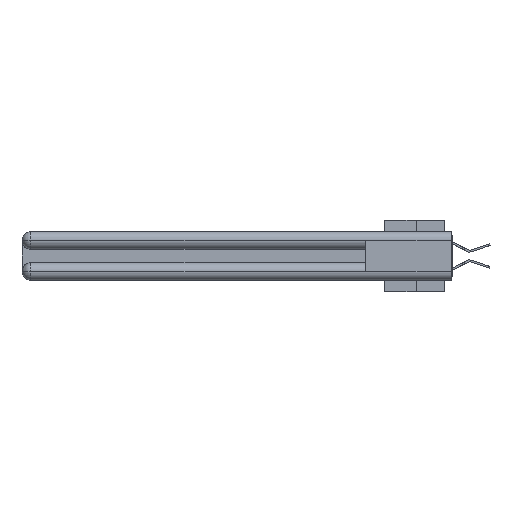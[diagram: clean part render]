
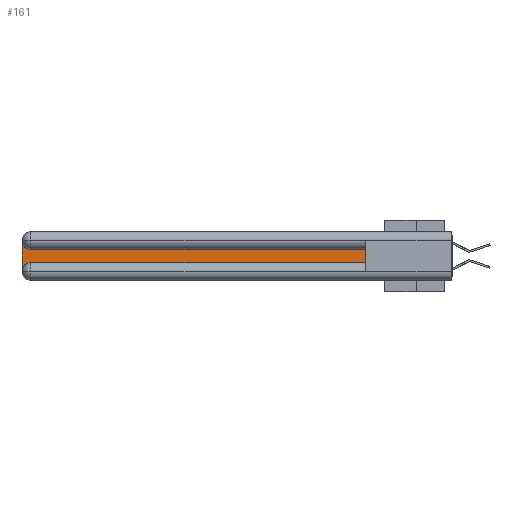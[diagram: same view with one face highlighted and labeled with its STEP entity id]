
A CAD part, left-side view. The second image highlights one B-rep face of the part: STEP entity #161.
In plain terms, the highlighted planar face has unit normal (-1, 0, 0).
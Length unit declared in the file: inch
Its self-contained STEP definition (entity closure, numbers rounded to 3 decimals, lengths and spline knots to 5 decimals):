
#119 = ORIENTED_EDGE ( 'NONE', *, *, #3001, .T. ) ;
#161 = ADVANCED_FACE ( 'NONE', ( #1138 ), #31289, .F. ) ;
#632 = VERTEX_POINT ( 'NONE', #11457 ) ;
#1108 = CARTESIAN_POINT ( 'NONE',  ( 0.075, 3., -0.1225 ) ) ;
#1138 = FACE_OUTER_BOUND ( 'NONE', #26232, .T. ) ;
#1212 = ORIENTED_EDGE ( 'NONE', *, *, #7571, .T. ) ;
#1350 = DIRECTION ( 'NONE',  ( 1., 0., 0. ) ) ;
#1594 = CARTESIAN_POINT ( 'NONE',  ( 0.075, 2.94, -0.2775 ) ) ;
#1942 = ORIENTED_EDGE ( 'NONE', *, *, #32825, .T. ) ;
#3001 = EDGE_CURVE ( 'NONE', #632, #21962, #7722, .T. ) ;
#3445 = DIRECTION ( 'NONE',  ( 1., 0., 0. ) ) ;
#3985 = DIRECTION ( 'NONE',  ( 0., 1., 0. ) ) ;
#5458 = CARTESIAN_POINT ( 'NONE',  ( 0.075, 3., -0.2775 ) ) ;
#6553 = CARTESIAN_POINT ( 'NONE',  ( 0.075, 3., -0.0625 ) ) ;
#7230 = VECTOR ( 'NONE', #3985, 39.37008 ) ;
#7571 = EDGE_CURVE ( 'NONE', #21962, #18914, #17725, .T. ) ;
#7722 = LINE ( 'NONE', #21469, #19594 ) ;
#8450 = VECTOR ( 'NONE', #19456, 39.37008 ) ;
#9882 = VERTEX_POINT ( 'NONE', #19793 ) ;
#11457 = CARTESIAN_POINT ( 'NONE',  ( 0.075, 2.94, -0.2175 ) ) ;
#11966 = DIRECTION ( 'NONE',  ( 1., 0., 0. ) ) ;
#12204 = ORIENTED_EDGE ( 'NONE', *, *, #30843, .T. ) ;
#14187 = EDGE_CURVE ( 'NONE', #21171, #632, #19092, .T. ) ;
#14391 = CARTESIAN_POINT ( 'NONE',  ( 0.075, 0.6, -0.1225 ) ) ;
#14744 = CARTESIAN_POINT ( 'NONE',  ( 0.075, 2.94, -0.0625 ) ) ;
#15135 = AXIS2_PLACEMENT_3D ( 'NONE', #14744, #11966, #29829 ) ;
#16712 = CARTESIAN_POINT ( 'NONE',  ( 0.075, 0.6, -0.2175 ) ) ;
#17053 = CARTESIAN_POINT ( 'NONE',  ( 0.075, 3., -0.2175 ) ) ;
#17564 = LINE ( 'NONE', #17053, #8450 ) ;
#17725 = LINE ( 'NONE', #17915, #22555 ) ;
#17822 = DIRECTION ( 'NONE',  ( 0., 0., 1. ) ) ;
#17915 = CARTESIAN_POINT ( 'NONE',  ( 0.075, 0.6, -0.2175 ) ) ;
#18730 = EDGE_CURVE ( 'NONE', #18914, #9882, #25834, .T. ) ;
#18787 = AXIS2_PLACEMENT_3D ( 'NONE', #1108, #3445, #21278 ) ;
#18914 = VERTEX_POINT ( 'NONE', #27371 ) ;
#19092 = CIRCLE ( 'NONE', #28750, 0.06 ) ;
#19456 = DIRECTION ( 'NONE',  ( 0., 0., -1. ) ) ;
#19594 = VECTOR ( 'NONE', #31473, 39.37008 ) ;
#19793 = CARTESIAN_POINT ( 'NONE',  ( 0.075, 2.94, -0.1225 ) ) ;
#21171 = VERTEX_POINT ( 'NONE', #5458 ) ;
#21278 = DIRECTION ( 'NONE',  ( 0., 0., -1. ) ) ;
#21407 = VERTEX_POINT ( 'NONE', #6553 ) ;
#21469 = CARTESIAN_POINT ( 'NONE',  ( 0.075, 0.6, -0.2175 ) ) ;
#21962 = VERTEX_POINT ( 'NONE', #16712 ) ;
#22555 = VECTOR ( 'NONE', #17822, 39.37008 ) ;
#23364 = CIRCLE ( 'NONE', #15135, 0.06 ) ;
#23506 = ORIENTED_EDGE ( 'NONE', *, *, #18730, .T. ) ;
#24209 = DIRECTION ( 'NONE',  ( 0., 0., -1. ) ) ;
#24702 = ORIENTED_EDGE ( 'NONE', *, *, #14187, .T. ) ;
#25834 = LINE ( 'NONE', #14391, #7230 ) ;
#26232 = EDGE_LOOP ( 'NONE', ( #23506, #1942, #12204, #24702, #119, #1212 ) ) ;
#27371 = CARTESIAN_POINT ( 'NONE',  ( 0.075, 0.6, -0.1225 ) ) ;
#28750 = AXIS2_PLACEMENT_3D ( 'NONE', #1594, #1350, #24209 ) ;
#29829 = DIRECTION ( 'NONE',  ( 0., 0., -1. ) ) ;
#30843 = EDGE_CURVE ( 'NONE', #21407, #21171, #17564, .T. ) ;
#31289 = PLANE ( 'NONE',  #18787 ) ;
#31473 = DIRECTION ( 'NONE',  ( 0., -1., 0. ) ) ;
#32825 = EDGE_CURVE ( 'NONE', #9882, #21407, #23364, .T. ) ;
